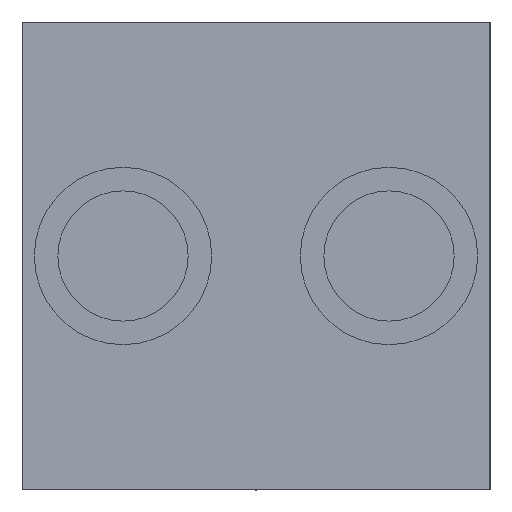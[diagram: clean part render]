
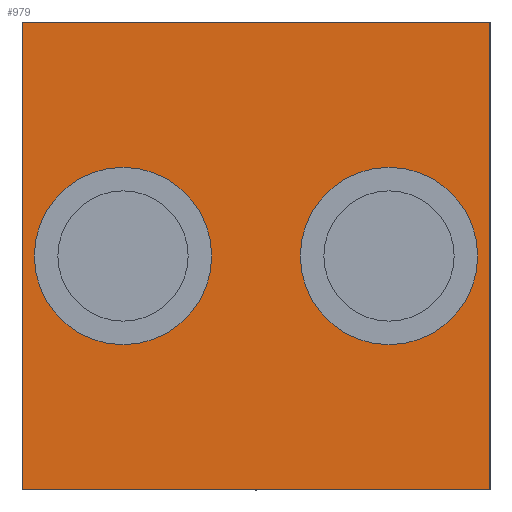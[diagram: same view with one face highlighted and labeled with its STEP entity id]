
A CAD part, left-side view. The second image highlights one B-rep face of the part: STEP entity #979.
In plain terms, the highlighted planar face has unit normal (-1, 0, 0).
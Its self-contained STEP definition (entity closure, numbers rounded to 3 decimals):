
#655 = EDGE_CURVE( '', #1095, #1145, #1822, .T. );
#669 = VERTEX_POINT( '', #1838 );
#759 = EDGE_CURVE( '', #1531, #1637, #1935, .T. );
#769 = EDGE_CURVE( '', #1677, #669, #1948, .T. );
#811 = EDGE_CURVE( '', #1637, #1531, #1997, .T. );
#941 = VERTEX_POINT( '', #2145 );
#979 = ADVANCED_FACE( '', ( #2190, #2191, #2192 ), #2193, .F. );
#1095 = VERTEX_POINT( '', #2323 );
#1145 = VERTEX_POINT( '', #2380 );
#1191 = EDGE_CURVE( '', #1489, #1677, #2434, .T. );
#1209 = EDGE_CURVE( '', #1145, #1095, #2454, .T. );
#1489 = VERTEX_POINT( '', #2787 );
#1499 = EDGE_CURVE( '', #941, #669, #2798, .T. );
#1531 = VERTEX_POINT( '', #2834 );
#1637 = VERTEX_POINT( '', #2947 );
#1677 = VERTEX_POINT( '', #2991 );
#1741 = EDGE_CURVE( '', #941, #1489, #3068, .T. );
#1822 = CIRCLE( '', #3163, 18. );
#1838 = CARTESIAN_POINT( '', ( 490., 95., 45. ) );
#1935 = CIRCLE( '', #3318, 18. );
#1948 = LINE( '', #3334, #3335 );
#1997 = CIRCLE( '', #3401, 18. );
#2145 = CARTESIAN_POINT( '', ( 490., 95., 140. ) );
#2190 = FACE_BOUND( '', #3638, .T. );
#2191 = FACE_BOUND( '', #3639, .T. );
#2192 = FACE_OUTER_BOUND( '', #3640, .T. );
#2193 = PLANE( '', #3641 );
#2323 = CARTESIAN_POINT( '', ( 490., 56.5, 92.5 ) );
#2380 = CARTESIAN_POINT( '', ( 490., 92.5, 92.5 ) );
#2434 = LINE( '', #3955, #3956 );
#2454 = CIRCLE( '', #3984, 18. );
#2787 = CARTESIAN_POINT( '', ( 490., 0., 140. ) );
#2798 = LINE( '', #4410, #4411 );
#2834 = CARTESIAN_POINT( '', ( 490., 2.5, 92.5 ) );
#2947 = CARTESIAN_POINT( '', ( 490., 38.5, 92.5 ) );
#2991 = CARTESIAN_POINT( '', ( 490., 0., 45. ) );
#3068 = LINE( '', #4759, #4760 );
#3163 = AXIS2_PLACEMENT_3D( '', #4830, #4831, #4832 );
#3318 = AXIS2_PLACEMENT_3D( '', #4947, #4948, #4949 );
#3334 = CARTESIAN_POINT( '', ( 490., 47.5, 45. ) );
#3335 = VECTOR( '', #4965, 1. );
#3401 = AXIS2_PLACEMENT_3D( '', #5032, #5033, #5034 );
#3638 = EDGE_LOOP( '', ( #5278, #5279 ) );
#3639 = EDGE_LOOP( '', ( #5280, #5281 ) );
#3640 = EDGE_LOOP( '', ( #5282, #5283, #5284, #5285 ) );
#3641 = AXIS2_PLACEMENT_3D( '', #5286, #5287, #5288 );
#3955 = CARTESIAN_POINT( '', ( 490., 0., 92.5 ) );
#3956 = VECTOR( '', #5579, 1. );
#3984 = AXIS2_PLACEMENT_3D( '', #5607, #5608, #5609 );
#4410 = CARTESIAN_POINT( '', ( 490., 95., 92.5 ) );
#4411 = VECTOR( '', #6061, 1. );
#4759 = CARTESIAN_POINT( '', ( 490., 47.5, 140. ) );
#4760 = VECTOR( '', #6391, 1. );
#4830 = CARTESIAN_POINT( '', ( 490., 74.5, 92.5 ) );
#4831 = DIRECTION( '', ( 1., 0., 0. ) );
#4832 = DIRECTION( '', ( 0., 1., 0. ) );
#4947 = CARTESIAN_POINT( '', ( 490., 20.5, 92.5 ) );
#4948 = DIRECTION( '', ( 1., 0., 0. ) );
#4949 = DIRECTION( '', ( 0., 1., 0. ) );
#4965 = DIRECTION( '', ( 0., 1., 0. ) );
#5032 = CARTESIAN_POINT( '', ( 490., 20.5, 92.5 ) );
#5033 = DIRECTION( '', ( 1., 0., 0. ) );
#5034 = DIRECTION( '', ( 0., 1., 0. ) );
#5278 = ORIENTED_EDGE( '', *, *, #1209, .T. );
#5279 = ORIENTED_EDGE( '', *, *, #655, .T. );
#5280 = ORIENTED_EDGE( '', *, *, #811, .T. );
#5281 = ORIENTED_EDGE( '', *, *, #759, .T. );
#5282 = ORIENTED_EDGE( '', *, *, #1499, .T. );
#5283 = ORIENTED_EDGE( '', *, *, #769, .F. );
#5284 = ORIENTED_EDGE( '', *, *, #1191, .F. );
#5285 = ORIENTED_EDGE( '', *, *, #1741, .F. );
#5286 = CARTESIAN_POINT( '', ( 490., 47.5, 92.5 ) );
#5287 = DIRECTION( '', ( 1., 0., 0. ) );
#5288 = DIRECTION( '', ( 0., 0., -1. ) );
#5579 = DIRECTION( '', ( 0., 0., -1. ) );
#5607 = CARTESIAN_POINT( '', ( 490., 74.5, 92.5 ) );
#5608 = DIRECTION( '', ( 1., 0., 0. ) );
#5609 = DIRECTION( '', ( 0., 1., 0. ) );
#6061 = DIRECTION( '', ( 0., 0., -1. ) );
#6391 = DIRECTION( '', ( 0., -1., 0. ) );
